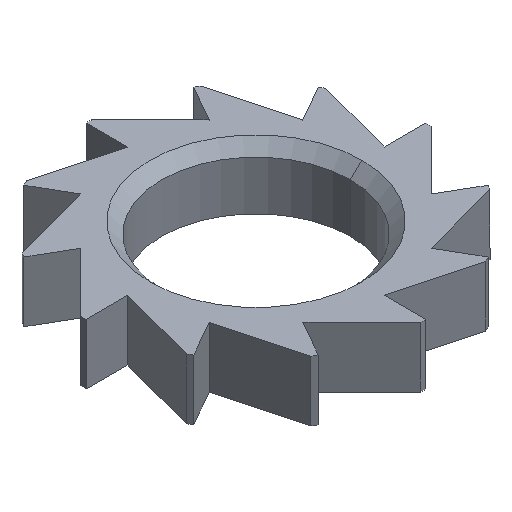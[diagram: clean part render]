
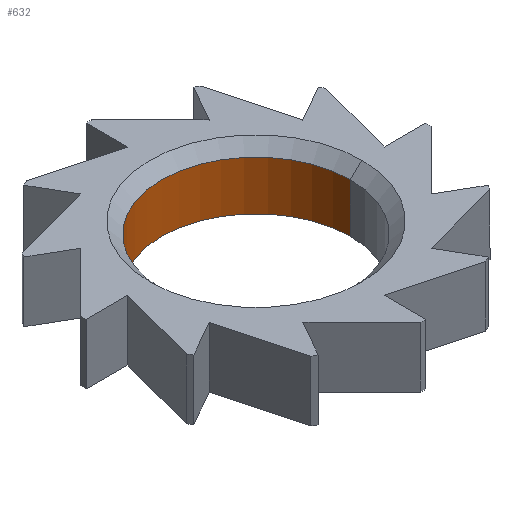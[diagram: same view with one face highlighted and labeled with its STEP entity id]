
A CAD part, isometric view. The second image highlights one B-rep face of the part: STEP entity #632.
In plain terms, the highlighted cylindrical face has radius 25 mm (diameter 50 mm), a partial arc.
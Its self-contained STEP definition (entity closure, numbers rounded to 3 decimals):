
#21 = EDGE_CURVE ( 'NONE', #763, #135, #1160, .T. ) ;
#69 = CARTESIAN_POINT ( 'NONE',  ( 0., 0., 5. ) ) ;
#85 = ORIENTED_EDGE ( 'NONE', *, *, #689, .T. ) ;
#99 = CARTESIAN_POINT ( 'NONE',  ( 25., 0., 8. ) ) ;
#135 = VERTEX_POINT ( 'NONE', #892 ) ;
#159 = DIRECTION ( 'NONE',  ( 0., 0., 1. ) ) ;
#166 = DIRECTION ( 'NONE',  ( 0., 0., 1. ) ) ;
#171 = CARTESIAN_POINT ( 'NONE',  ( -25., 0., 5. ) ) ;
#210 = LINE ( 'NONE', #1290, #794 ) ;
#384 = EDGE_LOOP ( 'NONE', ( #1162, #85, #543, #1191 ) ) ;
#409 = DIRECTION ( 'NONE',  ( 0., 0., -1. ) ) ;
#437 = CIRCLE ( 'NONE', #978, 25. ) ;
#529 = CIRCLE ( 'NONE', #1359, 25. ) ;
#531 = EDGE_CURVE ( 'NONE', #1153, #736, #210, .T. ) ;
#543 = ORIENTED_EDGE ( 'NONE', *, *, #531, .T. ) ;
#589 = DIRECTION ( 'NONE',  ( 1., 0., 0. ) ) ;
#632 = ADVANCED_FACE ( 'NONE', ( #868 ), #769, .F. ) ;
#689 = EDGE_CURVE ( 'NONE', #763, #1153, #529, .T. ) ;
#711 = CARTESIAN_POINT ( 'NONE',  ( 25., 0., 5. ) ) ;
#717 = DIRECTION ( 'NONE',  ( 1., 0., 0. ) ) ;
#719 = EDGE_CURVE ( 'NONE', #135, #736, #437, .T. ) ;
#731 = VECTOR ( 'NONE', #740, 1000. ) ;
#736 = VERTEX_POINT ( 'NONE', #1365 ) ;
#740 = DIRECTION ( 'NONE',  ( 0., 0., -1. ) ) ;
#763 = VERTEX_POINT ( 'NONE', #711 ) ;
#769 = CYLINDRICAL_SURFACE ( 'NONE', #1296, 25. ) ;
#794 = VECTOR ( 'NONE', #409, 1000. ) ;
#868 = FACE_OUTER_BOUND ( 'NONE', #384, .T. ) ;
#891 = CARTESIAN_POINT ( 'NONE',  ( 0., 0., 8. ) ) ;
#892 = CARTESIAN_POINT ( 'NONE',  ( 25., 0., -8. ) ) ;
#978 = AXIS2_PLACEMENT_3D ( 'NONE', #1130, #166, #717 ) ;
#992 = DIRECTION ( 'NONE',  ( 0., 0., -1. ) ) ;
#1130 = CARTESIAN_POINT ( 'NONE',  ( 0., 0., -8. ) ) ;
#1153 = VERTEX_POINT ( 'NONE', #171 ) ;
#1160 = LINE ( 'NONE', #99, #731 ) ;
#1162 = ORIENTED_EDGE ( 'NONE', *, *, #21, .F. ) ;
#1191 = ORIENTED_EDGE ( 'NONE', *, *, #719, .F. ) ;
#1290 = CARTESIAN_POINT ( 'NONE',  ( -25., 0., 8. ) ) ;
#1296 = AXIS2_PLACEMENT_3D ( 'NONE', #891, #992, #1322 ) ;
#1322 = DIRECTION ( 'NONE',  ( -1., 0., 0. ) ) ;
#1359 = AXIS2_PLACEMENT_3D ( 'NONE', #69, #159, #589 ) ;
#1365 = CARTESIAN_POINT ( 'NONE',  ( -25., 0., -8. ) ) ;
